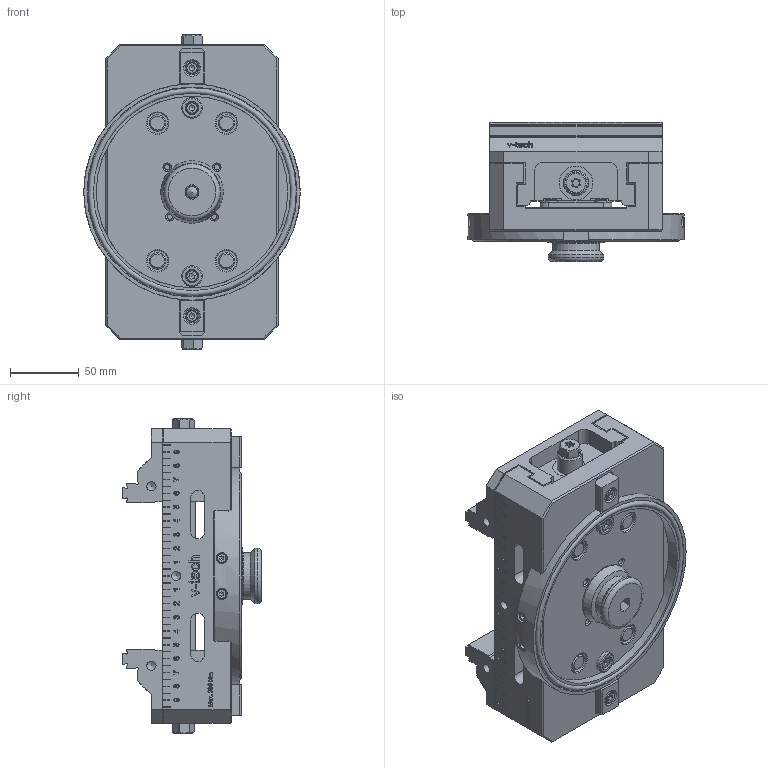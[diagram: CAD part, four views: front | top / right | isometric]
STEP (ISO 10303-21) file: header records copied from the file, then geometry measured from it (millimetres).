
FILE_DESCRIPTION(/* description */ (''),/* implementation_level */ '2;1');
FILE_NAME(/* name */ 'VIS-E 125-214.stp',/* time_stamp */ '2024-10-19T17:47:05+02:00',/* author */ ('Admin'),/* organization */ (''),/* preprocessor_version */ 'ST-DEVELOPER v20',/* originating_system */ 'Autodesk Inventor 2025',/* authorisation */ '');
FILE_SCHEMA (('CONFIG_CONTROL_DESIGN'));
Products named in the file (4): Sestava1; telo125; 24002-1117.2; 24002-1117.1
Assembly tree (3 placements, depth 2):
  Sestava1
    telo125
    24002-1117.2
    24002-1117.1
Bounding box: 157 x 100.8 x 228 mm (x, y, z)
Volume: 1257429.5 mm3; surface area: 269846.5 mm2
Topology: 43 solids, 43 shells, 3526 faces, 9456 edges, 6228 vertices
Faces by surface type: plane 2118, bspline 788, cylinder 276, cone 252, torus 92
Full cylindrical faces by diameter (mm): 1.567 x8, 1.755 x8, 2 x8, 2.4 x8, 3.242 x4, 3.8 x8, 4 x4, 4.134 x8, 4.5 x4, 4.917 x2, 5 x8, 5.3 x2, 5.5 x6, 6 x2, 6.4 x2, 6.647 x6, 7 x4, 8 x5, 8.5 x8, 9 x4, 10 x10, 10.376 x4, 10.5 x2, 12 x4, 15 x8, 16 x3, 16.376 x3, 17 x6, 18 x10, 18.4 x2
Entity records: 118440 total; most frequent: CARTESIAN_POINT 31739, ORIENTED_EDGE 18804, DIRECTION 14094, EDGE_CURVE 9402, LINE 6412, VECTOR 6412, VERTEX_POINT 6228, EDGE_LOOP 3890
